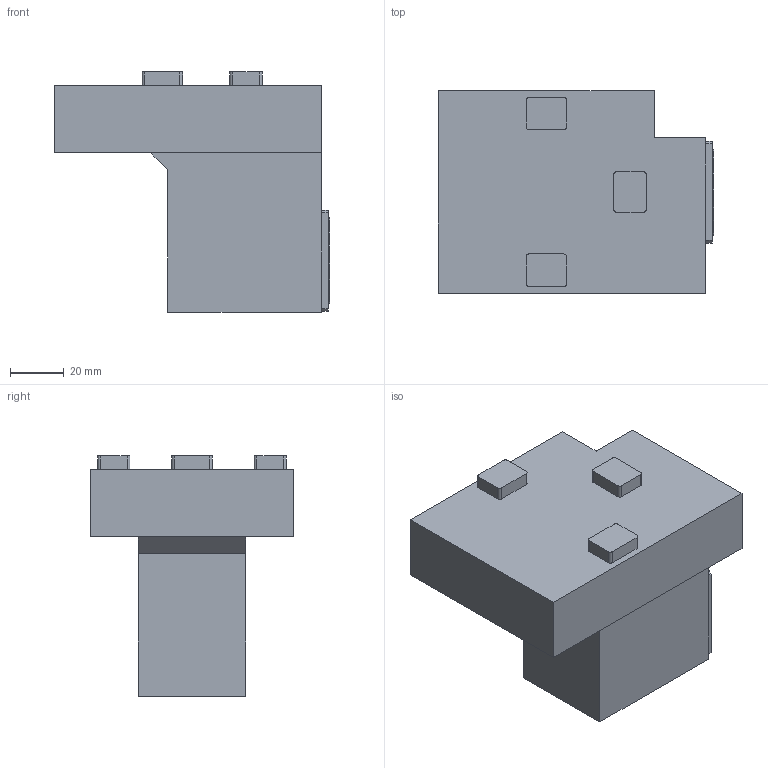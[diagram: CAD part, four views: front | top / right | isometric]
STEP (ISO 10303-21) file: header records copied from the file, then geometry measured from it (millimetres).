
FILE_DESCRIPTION(/* description */ (''),/* implementation_level */ '2;1');
FILE_NAME(/* name */ '1529064037124.stp',/* time_stamp */ '2018-06-15T14:00:42+02:00',/* author */ (''),/* organization */ ('SMS'),/* preprocessor_version */ 'ST-DEVELOPER v15',/* originating_system */ 'SIEMENS PLM Software NX 8.5',/* authorisation */ '');
FILE_SCHEMA (('AUTOMOTIVE_DESIGN { 1 0 10303 214 3 1 1 1 }'));
Length unit declared in the file: millimetre
Products named in the file (1): 200834748mod000_01
Bounding box: 102 x 75 x 89 mm (x, y, z)
Volume: 312670.7 mm3; surface area: 36687.5 mm2
Topology: 1 solids, 1 shells, 56 faces, 146 edges, 100 vertices
Faces by surface type: plane 40, cylinder 15, bspline 1
Full cylindrical faces by diameter (mm): 2 x1, 25.2 x1, 32 x1
Entity records: 1924 total; most frequent: CARTESIAN_POINT 511, ORIENTED_EDGE 278, DIRECTION 278, EDGE_CURVE 139, LINE 102, VECTOR 102, VERTEX_POINT 97, AXIS2_PLACEMENT_3D 88
